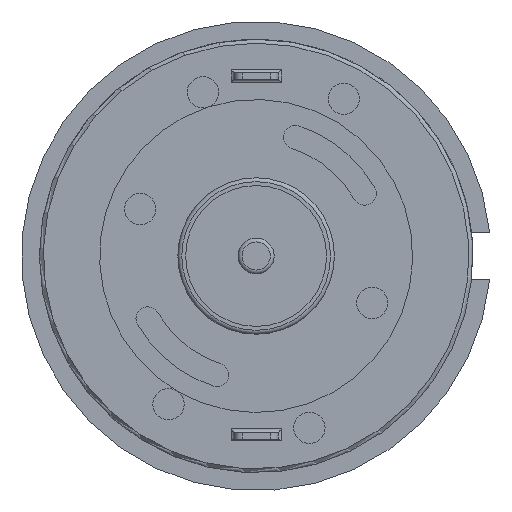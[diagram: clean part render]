
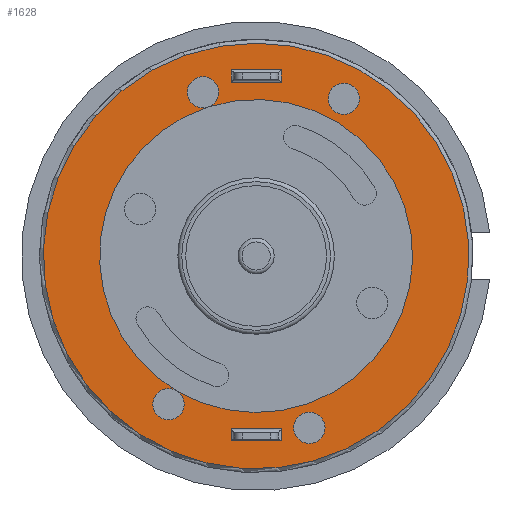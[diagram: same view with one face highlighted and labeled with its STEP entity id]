
A CAD part, front view. The second image highlights one B-rep face of the part: STEP entity #1628.
In plain terms, the highlighted planar face has unit normal (0, -1, 0).
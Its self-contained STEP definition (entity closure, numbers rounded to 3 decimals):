
#35=FACE_BOUND('',#225,.T.);
#36=FACE_BOUND('',#226,.T.);
#37=FACE_BOUND('',#227,.T.);
#38=FACE_BOUND('',#228,.T.);
#39=FACE_BOUND('',#229,.T.);
#58=PLANE('',#1792);
#121=FACE_OUTER_BOUND('',#224,.T.);
#224=EDGE_LOOP('',(#1164,#1165));
#225=EDGE_LOOP('',(#1166));
#226=EDGE_LOOP('',(#1167));
#227=EDGE_LOOP('',(#1168,#1169,#1170,#1171,#1172,#1173));
#228=EDGE_LOOP('',(#1174,#1175,#1176,#1177));
#229=EDGE_LOOP('',(#1178,#1179,#1180,#1181));
#350=LINE('',#2666,#459);
#351=LINE('',#2668,#460);
#352=LINE('',#2670,#461);
#353=LINE('',#2671,#462);
#354=LINE('',#2674,#463);
#355=LINE('',#2676,#464);
#356=LINE('',#2678,#465);
#357=LINE('',#2679,#466);
#459=VECTOR('',#2134,10.);
#460=VECTOR('',#2135,10.);
#461=VECTOR('',#2136,10.);
#462=VECTOR('',#2137,10.);
#463=VECTOR('',#2138,10.);
#464=VECTOR('',#2139,10.);
#465=VECTOR('',#2140,10.);
#466=VECTOR('',#2141,10.);
#531=CIRCLE('',#1717,1.);
#532=CIRCLE('',#1718,1.);
#535=CIRCLE('',#1722,1.);
#536=CIRCLE('',#1723,1.);
#580=CIRCLE('',#1789,13.6);
#582=CIRCLE('',#1791,13.6);
#583=CIRCLE('',#1793,1.);
#584=CIRCLE('',#1794,1.);
#585=CIRCLE('',#1795,10.);
#586=CIRCLE('',#1796,10.);
#644=VERTEX_POINT('',#2470);
#645=VERTEX_POINT('',#2472);
#648=VERTEX_POINT('',#2480);
#649=VERTEX_POINT('',#2482);
#715=VERTEX_POINT('',#2652);
#716=VERTEX_POINT('',#2653);
#717=VERTEX_POINT('',#2658);
#718=VERTEX_POINT('',#2660);
#719=VERTEX_POINT('',#2664);
#720=VERTEX_POINT('',#2665);
#721=VERTEX_POINT('',#2667);
#722=VERTEX_POINT('',#2669);
#723=VERTEX_POINT('',#2672);
#724=VERTEX_POINT('',#2673);
#725=VERTEX_POINT('',#2675);
#726=VERTEX_POINT('',#2677);
#797=EDGE_CURVE('',#645,#644,#531,.T.);
#798=EDGE_CURVE('',#644,#645,#532,.T.);
#802=EDGE_CURVE('',#649,#648,#535,.T.);
#803=EDGE_CURVE('',#648,#649,#536,.T.);
#884=EDGE_CURVE('',#715,#716,#580,.T.);
#886=EDGE_CURVE('',#716,#715,#582,.T.);
#887=EDGE_CURVE('',#717,#717,#583,.T.);
#888=EDGE_CURVE('',#718,#718,#584,.T.);
#889=EDGE_CURVE('',#645,#649,#585,.T.);
#890=EDGE_CURVE('',#649,#645,#586,.T.);
#891=EDGE_CURVE('',#719,#720,#350,.T.);
#892=EDGE_CURVE('',#720,#721,#351,.T.);
#893=EDGE_CURVE('',#721,#722,#352,.T.);
#894=EDGE_CURVE('',#722,#719,#353,.T.);
#895=EDGE_CURVE('',#723,#724,#354,.T.);
#896=EDGE_CURVE('',#724,#725,#355,.T.);
#897=EDGE_CURVE('',#725,#726,#356,.T.);
#898=EDGE_CURVE('',#726,#723,#357,.T.);
#1164=ORIENTED_EDGE('',*,*,#884,.F.);
#1165=ORIENTED_EDGE('',*,*,#886,.F.);
#1166=ORIENTED_EDGE('',*,*,#887,.T.);
#1167=ORIENTED_EDGE('',*,*,#888,.T.);
#1168=ORIENTED_EDGE('',*,*,#889,.T.);
#1169=ORIENTED_EDGE('',*,*,#802,.T.);
#1170=ORIENTED_EDGE('',*,*,#803,.T.);
#1171=ORIENTED_EDGE('',*,*,#890,.T.);
#1172=ORIENTED_EDGE('',*,*,#797,.T.);
#1173=ORIENTED_EDGE('',*,*,#798,.T.);
#1174=ORIENTED_EDGE('',*,*,#891,.T.);
#1175=ORIENTED_EDGE('',*,*,#892,.T.);
#1176=ORIENTED_EDGE('',*,*,#893,.T.);
#1177=ORIENTED_EDGE('',*,*,#894,.T.);
#1178=ORIENTED_EDGE('',*,*,#895,.T.);
#1179=ORIENTED_EDGE('',*,*,#896,.T.);
#1180=ORIENTED_EDGE('',*,*,#897,.T.);
#1181=ORIENTED_EDGE('',*,*,#898,.T.);
#1628=ADVANCED_FACE('',(#121,#35,#36,#37,#38,#39),#58,.F.);
#1717=AXIS2_PLACEMENT_3D('',#2473,#1936,#1937);
#1718=AXIS2_PLACEMENT_3D('',#2474,#1938,#1939);
#1722=AXIS2_PLACEMENT_3D('',#2483,#1947,#1948);
#1723=AXIS2_PLACEMENT_3D('',#2484,#1949,#1950);
#1789=AXIS2_PLACEMENT_3D('',#2654,#2118,#2119);
#1791=AXIS2_PLACEMENT_3D('',#2656,#2122,#2123);
#1792=AXIS2_PLACEMENT_3D('',#2657,#2124,#2125);
#1793=AXIS2_PLACEMENT_3D('',#2659,#2126,#2127);
#1794=AXIS2_PLACEMENT_3D('',#2661,#2128,#2129);
#1795=AXIS2_PLACEMENT_3D('',#2662,#2130,#2131);
#1796=AXIS2_PLACEMENT_3D('',#2663,#2132,#2133);
#1936=DIRECTION('center_axis',(0.,1.,0.));
#1937=DIRECTION('ref_axis',(-1.,0.,0.));
#1938=DIRECTION('center_axis',(0.,1.,0.));
#1939=DIRECTION('ref_axis',(-1.,0.,0.));
#1947=DIRECTION('center_axis',(0.,1.,0.));
#1948=DIRECTION('ref_axis',(-1.,0.,0.));
#1949=DIRECTION('center_axis',(0.,1.,0.));
#1950=DIRECTION('ref_axis',(-1.,0.,0.));
#2118=DIRECTION('center_axis',(0.,1.,0.));
#2119=DIRECTION('ref_axis',(-0.994,0.,0.108));
#2122=DIRECTION('center_axis',(0.,1.,0.));
#2123=DIRECTION('ref_axis',(-0.994,0.,0.108));
#2124=DIRECTION('center_axis',(0.,1.,0.));
#2125=DIRECTION('ref_axis',(0.,0.,1.));
#2126=DIRECTION('center_axis',(0.,1.,0.));
#2127=DIRECTION('ref_axis',(-1.,0.,0.));
#2128=DIRECTION('center_axis',(0.,1.,0.));
#2129=DIRECTION('ref_axis',(-1.,0.,0.));
#2130=DIRECTION('center_axis',(0.,1.,0.));
#2131=DIRECTION('ref_axis',(-1.,0.,0.));
#2132=DIRECTION('center_axis',(0.,1.,0.));
#2133=DIRECTION('ref_axis',(-1.,0.,0.));
#2134=DIRECTION('',(0.,0.,-1.));
#2135=DIRECTION('',(-1.,0.,0.));
#2136=DIRECTION('',(0.,0.,1.));
#2137=DIRECTION('',(1.,0.,0.));
#2138=DIRECTION('',(0.,0.,-1.));
#2139=DIRECTION('',(-1.,0.,0.));
#2140=DIRECTION('',(0.,0.,1.));
#2141=DIRECTION('',(1.,0.,0.));
#2470=CARTESIAN_POINT('',(-2.4,0.,10.461));
#2472=CARTESIAN_POINT('',(-3.091,0.,9.51));
#2473=CARTESIAN_POINT('Origin',(-3.4,0.,10.461));
#2474=CARTESIAN_POINT('Origin',(-3.4,0.,10.461));
#2480=CARTESIAN_POINT('',(-4.6,0.,-9.468));
#2482=CARTESIAN_POINT('',(-5.091,0.,-8.607));
#2483=CARTESIAN_POINT('Origin',(-5.6,0.,-9.468));
#2484=CARTESIAN_POINT('Origin',(-5.6,0.,-9.468));
#2652=CARTESIAN_POINT('',(13.52,0.,-1.473));
#2653=CARTESIAN_POINT('',(0.,0.,13.6));
#2654=CARTESIAN_POINT('Origin',(0.,0.,0.));
#2656=CARTESIAN_POINT('Origin',(0.,0.,0.));
#2657=CARTESIAN_POINT('Origin',(0.,0.,0.));
#2658=CARTESIAN_POINT('',(6.6,0.,10.044));
#2659=CARTESIAN_POINT('Origin',(5.6,0.,10.044));
#2660=CARTESIAN_POINT('',(4.4,0.,-10.986));
#2661=CARTESIAN_POINT('Origin',(3.4,0.,-10.986));
#2662=CARTESIAN_POINT('Origin',(0.,0.,0.));
#2663=CARTESIAN_POINT('Origin',(0.,0.,0.));
#2664=CARTESIAN_POINT('',(1.6,0.,11.9));
#2665=CARTESIAN_POINT('',(1.6,0.,11.1));
#2666=CARTESIAN_POINT('',(1.6,0.,5.55));
#2667=CARTESIAN_POINT('',(-1.6,0.,11.1));
#2668=CARTESIAN_POINT('',(-0.8,0.,11.1));
#2669=CARTESIAN_POINT('',(-1.6,0.,11.9));
#2670=CARTESIAN_POINT('',(-1.6,0.,5.95));
#2671=CARTESIAN_POINT('',(0.8,0.,11.9));
#2672=CARTESIAN_POINT('',(1.6,0.,-11.));
#2673=CARTESIAN_POINT('',(1.6,0.,-11.8));
#2674=CARTESIAN_POINT('',(1.6,0.,-5.9));
#2675=CARTESIAN_POINT('',(-1.6,0.,-11.8));
#2676=CARTESIAN_POINT('',(-0.8,0.,-11.8));
#2677=CARTESIAN_POINT('',(-1.6,0.,-11.));
#2678=CARTESIAN_POINT('',(-1.6,0.,-5.5));
#2679=CARTESIAN_POINT('',(0.8,0.,-11.));
